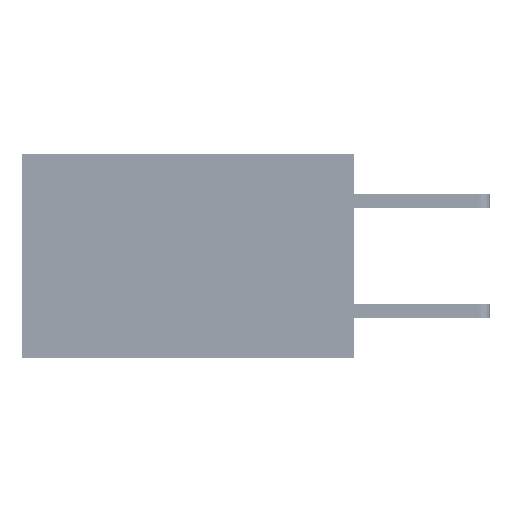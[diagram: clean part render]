
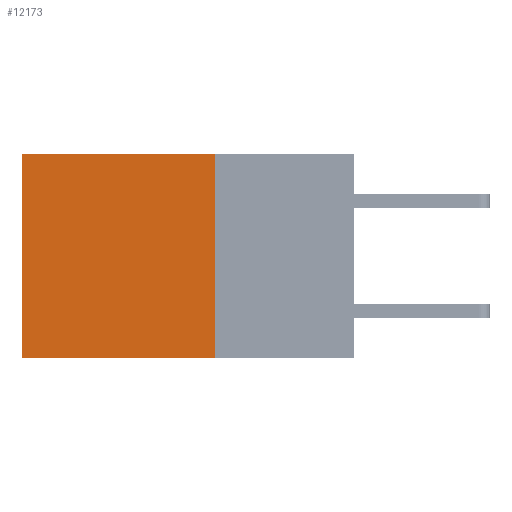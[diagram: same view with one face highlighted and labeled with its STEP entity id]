
A CAD part, left-side view. The second image highlights one B-rep face of the part: STEP entity #12173.
In plain terms, the highlighted planar face has unit normal (-1, 0, 0).
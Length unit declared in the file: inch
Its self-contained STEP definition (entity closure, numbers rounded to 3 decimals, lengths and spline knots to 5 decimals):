
#2051 = ORIENTED_EDGE ( 'NONE', *, *, #20891, .T. ) ;
#4976 = VECTOR ( 'NONE', #14851, 39.37008 ) ;
#7138 = ORIENTED_EDGE ( 'NONE', *, *, #46487, .F. ) ;
#7698 = VECTOR ( 'NONE', #30514, 39.37008 ) ;
#8384 = EDGE_CURVE ( 'NONE', #10105, #42959, #33041, .T. ) ;
#9358 = EDGE_LOOP ( 'NONE', ( #43684, #7138, #32328, #2051 ) ) ;
#10105 = VERTEX_POINT ( 'NONE', #43144 ) ;
#10152 = DIRECTION ( 'NONE',  ( 1., 0., 0. ) ) ;
#12173 = ADVANCED_FACE ( 'NONE', ( #41805 ), #37352, .F. ) ;
#13637 = EDGE_CURVE ( 'NONE', #33436, #26509, #44655, .T. ) ;
#13907 = CARTESIAN_POINT ( 'NONE',  ( 0.2875, 0.25, -0.37 ) ) ;
#14851 = DIRECTION ( 'NONE',  ( 0., 1., 0. ) ) ;
#15703 = VECTOR ( 'NONE', #36530, 39.37008 ) ;
#15816 = CARTESIAN_POINT ( 'NONE',  ( 0.2875, 0.6, 0. ) ) ;
#18874 = CARTESIAN_POINT ( 'NONE',  ( 0.2875, 0.25, 0. ) ) ;
#19132 = DIRECTION ( 'NONE',  ( 0., 0., -1. ) ) ;
#20891 = EDGE_CURVE ( 'NONE', #33436, #10105, #24734, .T. ) ;
#24540 = DIRECTION ( 'NONE',  ( 0., 0., -1. ) ) ;
#24734 = LINE ( 'NONE', #46184, #15703 ) ;
#25467 = CARTESIAN_POINT ( 'NONE',  ( 0.2875, 0.25, -0.37 ) ) ;
#25778 = AXIS2_PLACEMENT_3D ( 'NONE', #26507, #10152, #24540 ) ;
#26507 = CARTESIAN_POINT ( 'NONE',  ( 0.2875, 0.25, 0. ) ) ;
#26509 = VERTEX_POINT ( 'NONE', #13907 ) ;
#27724 = CARTESIAN_POINT ( 'NONE',  ( 0.2875, 0.6, -0.37 ) ) ;
#28111 = VECTOR ( 'NONE', #19132, 39.37008 ) ;
#30514 = DIRECTION ( 'NONE',  ( 0., 0., -1. ) ) ;
#32328 = ORIENTED_EDGE ( 'NONE', *, *, #13637, .F. ) ;
#33041 = LINE ( 'NONE', #15816, #28111 ) ;
#33436 = VERTEX_POINT ( 'NONE', #18874 ) ;
#34048 = CARTESIAN_POINT ( 'NONE',  ( 0.2875, 0.25, 0. ) ) ;
#36530 = DIRECTION ( 'NONE',  ( 0., 1., 0. ) ) ;
#37352 = PLANE ( 'NONE',  #25778 ) ;
#39617 = LINE ( 'NONE', #25467, #4976 ) ;
#41805 = FACE_OUTER_BOUND ( 'NONE', #9358, .T. ) ;
#42959 = VERTEX_POINT ( 'NONE', #27724 ) ;
#43144 = CARTESIAN_POINT ( 'NONE',  ( 0.2875, 0.6, 0. ) ) ;
#43684 = ORIENTED_EDGE ( 'NONE', *, *, #8384, .T. ) ;
#44655 = LINE ( 'NONE', #34048, #7698 ) ;
#46184 = CARTESIAN_POINT ( 'NONE',  ( 0.2875, 0.25, 0. ) ) ;
#46487 = EDGE_CURVE ( 'NONE', #26509, #42959, #39617, .T. ) ;
